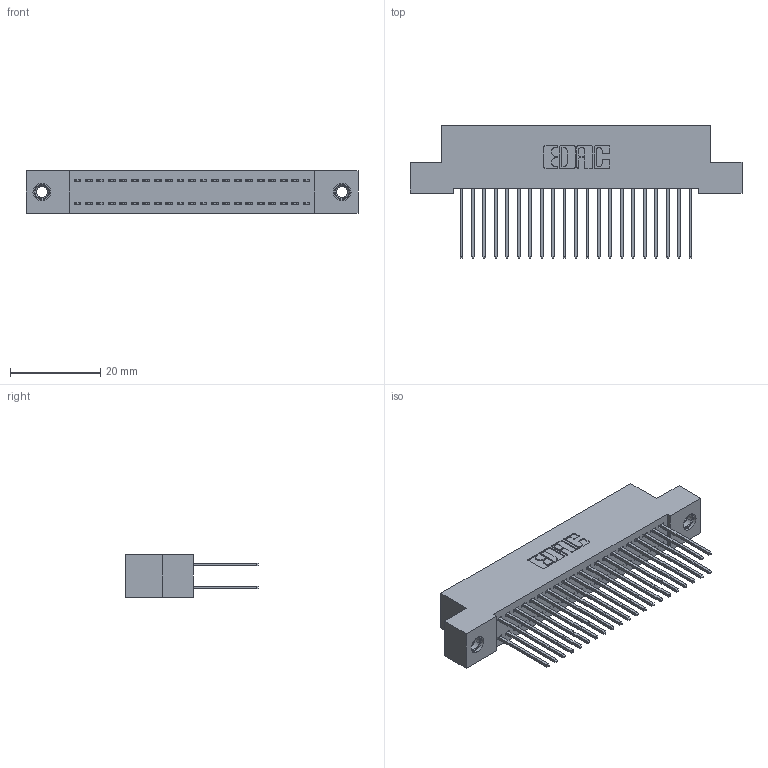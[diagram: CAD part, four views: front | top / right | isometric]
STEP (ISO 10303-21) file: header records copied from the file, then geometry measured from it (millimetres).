
FILE_DESCRIPTION (( 'STEP AP203' ), '1' );
FILE_NAME ('392-042-540-207.STEP', '2019-10-07T21:05:44', ( '' ), ( '' ), 'SwSTEP 2.0', 'SolidWorks 2016', '' );
FILE_SCHEMA (( 'CONFIG_CONTROL_DESIGN' ));
Length unit declared in the file: inch
Products named in the file (4): 392-042-540-207; 342 Part_TI; 345-292-001_345-293-140; 345-250-001_345-250-005-103
Assembly tree (45 placements, depth 2):
  392-042-540-207
    342 Part_TI
    345-292-001_345-293-140  x42
    345-250-001_345-250-005-103  x2
Bounding box: 73.66 x 29.47 x 9.4 mm (x, y, z)
Volume: 6665.5 mm3; surface area: 11065.9 mm2
Topology: 45 solids, 45 shells, 2354 faces, 6945 edges, 4566 vertices
Faces by surface type: plane 1610, cylinder 728, cone 12, torus 4
Entity records: 17298 total; most frequent: CARTESIAN_POINT 2873, ORIENTED_EDGE 2802, DIRECTION 2523, EDGE_CURVE 1401, LINE 1253, VECTOR 1253, VERTEX_POINT 928, AXIS2_PLACEMENT_3D 635
